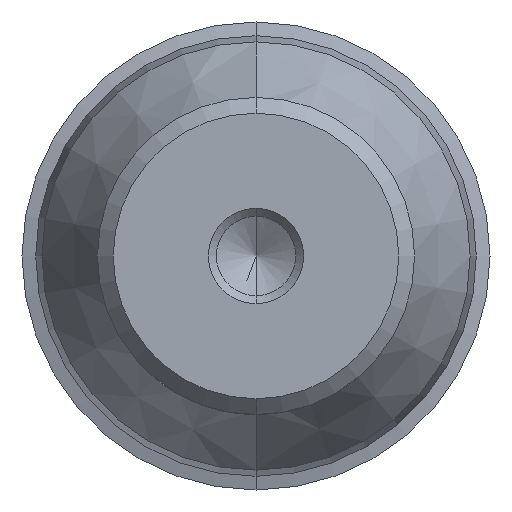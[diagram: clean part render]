
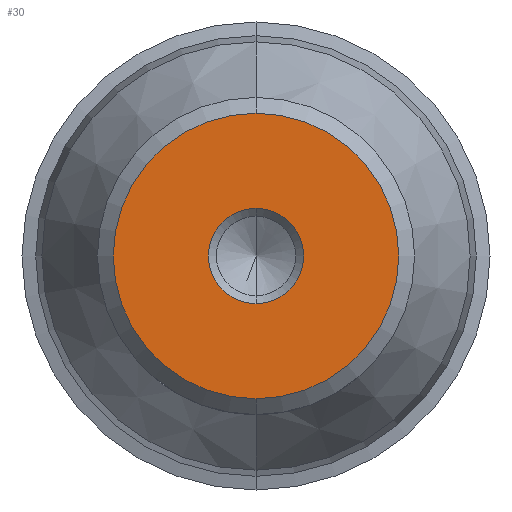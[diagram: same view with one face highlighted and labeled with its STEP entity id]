
A CAD part, front view. The second image highlights one B-rep face of the part: STEP entity #30.
In plain terms, the highlighted planar face has unit normal (0, -1, 0).
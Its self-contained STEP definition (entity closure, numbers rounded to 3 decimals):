
#27 = CIRCLE ( 'NONE', #137, 3. ) ;
#30 = ADVANCED_FACE ( 'NONE', ( #195, #619 ), #772, .F. ) ;
#112 = EDGE_LOOP ( 'NONE', ( #569, #433 ) ) ;
#137 = AXIS2_PLACEMENT_3D ( 'NONE', #333, #191, #274 ) ;
#158 = CARTESIAN_POINT ( 'NONE',  ( 0., 0., 0. ) ) ;
#180 = CARTESIAN_POINT ( 'NONE',  ( 0., 0., 9. ) ) ;
#191 = DIRECTION ( 'NONE',  ( 0., 1., 0. ) ) ;
#195 = FACE_BOUND ( 'NONE', #600, .T. ) ;
#233 = DIRECTION ( 'NONE',  ( 0., -1., 0. ) ) ;
#241 = AXIS2_PLACEMENT_3D ( 'NONE', #438, #579, #308 ) ;
#251 = ORIENTED_EDGE ( 'NONE', *, *, #273, .T. ) ;
#270 = CARTESIAN_POINT ( 'NONE',  ( 0., 0., 3. ) ) ;
#273 = EDGE_CURVE ( 'NONE', #693, #295, #27, .T. ) ;
#274 = DIRECTION ( 'NONE',  ( 0., 0., 1. ) ) ;
#295 = VERTEX_POINT ( 'NONE', #794 ) ;
#308 = DIRECTION ( 'NONE',  ( 0., 0., 1. ) ) ;
#332 = EDGE_CURVE ( 'NONE', #425, #514, #682, .T. ) ;
#333 = CARTESIAN_POINT ( 'NONE',  ( 0., 0., 0. ) ) ;
#374 = CARTESIAN_POINT ( 'NONE',  ( 0., 0., 0. ) ) ;
#403 = DIRECTION ( 'NONE',  ( 0., -1., 0. ) ) ;
#406 = EDGE_CURVE ( 'NONE', #295, #693, #595, .T. ) ;
#425 = VERTEX_POINT ( 'NONE', #483 ) ;
#433 = ORIENTED_EDGE ( 'NONE', *, *, #332, .T. ) ;
#438 = CARTESIAN_POINT ( 'NONE',  ( -2.5, 0., 0. ) ) ;
#483 = CARTESIAN_POINT ( 'NONE',  ( 0., 0., -9. ) ) ;
#502 = DIRECTION ( 'NONE',  ( 0., 0., 1. ) ) ;
#513 = ORIENTED_EDGE ( 'NONE', *, *, #406, .T. ) ;
#514 = VERTEX_POINT ( 'NONE', #180 ) ;
#516 = AXIS2_PLACEMENT_3D ( 'NONE', #525, #403, #596 ) ;
#525 = CARTESIAN_POINT ( 'NONE',  ( 0., 0., 0. ) ) ;
#569 = ORIENTED_EDGE ( 'NONE', *, *, #818, .T. ) ;
#579 = DIRECTION ( 'NONE',  ( 0., 1., 0. ) ) ;
#593 = CIRCLE ( 'NONE', #847, 9. ) ;
#595 = CIRCLE ( 'NONE', #685, 3. ) ;
#596 = DIRECTION ( 'NONE',  ( 0., 0., 1. ) ) ;
#600 = EDGE_LOOP ( 'NONE', ( #513, #251 ) ) ;
#604 = DIRECTION ( 'NONE',  ( 0., 1., 0. ) ) ;
#619 = FACE_OUTER_BOUND ( 'NONE', #112, .T. ) ;
#682 = CIRCLE ( 'NONE', #516, 9. ) ;
#685 = AXIS2_PLACEMENT_3D ( 'NONE', #158, #604, #730 ) ;
#693 = VERTEX_POINT ( 'NONE', #270 ) ;
#730 = DIRECTION ( 'NONE',  ( 0., 0., 1. ) ) ;
#772 = PLANE ( 'NONE',  #241 ) ;
#794 = CARTESIAN_POINT ( 'NONE',  ( 0., 0., -3. ) ) ;
#818 = EDGE_CURVE ( 'NONE', #514, #425, #593, .T. ) ;
#847 = AXIS2_PLACEMENT_3D ( 'NONE', #374, #233, #502 ) ;
